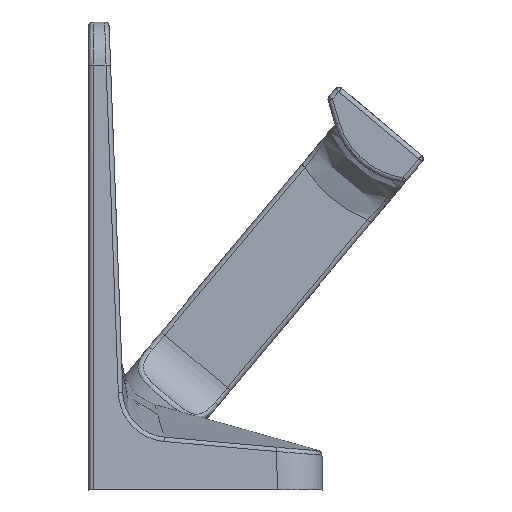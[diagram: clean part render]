
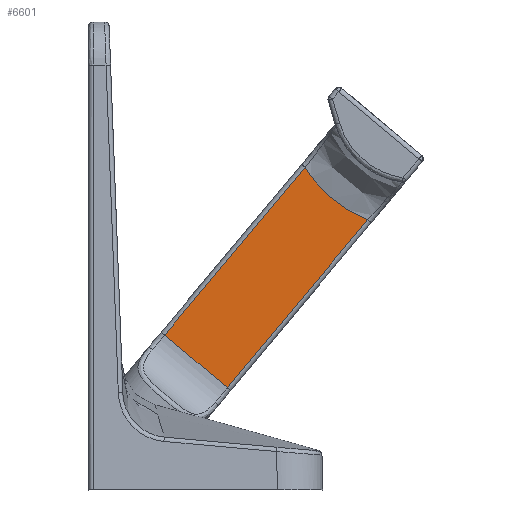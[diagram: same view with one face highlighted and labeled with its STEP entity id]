
A CAD part, left-side view. The second image highlights one B-rep face of the part: STEP entity #6601.
In plain terms, the highlighted planar face has unit normal (-1, 0, 0).
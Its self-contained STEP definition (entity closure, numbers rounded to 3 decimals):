
#34 = DIRECTION ( 'NONE',  ( -1., 0., 0. ) ) ;
#167 = B_SPLINE_CURVE_WITH_KNOTS ( 'NONE', 3,
 ( #2546, #5800, #467, #10103 ),
 .UNSPECIFIED., .F., .F.,
 ( 4, 4 ),
 ( 0., 1. ),
 .UNSPECIFIED. ) ;
#467 = CARTESIAN_POINT ( 'NONE',  ( 1310.606, -55.845, -37.358 ) ) ;
#620 = AXIS2_PLACEMENT_3D ( 'NONE', #4426, #34, #4284 ) ;
#901 = CARTESIAN_POINT ( 'NONE',  ( 1310.606, -57.327, -59.714 ) ) ;
#970 = CARTESIAN_POINT ( 'NONE',  ( 1310.606, -58.534, -57.459 ) ) ;
#988 = EDGE_CURVE ( 'NONE', #8714, #6155, #1171, .T. ) ;
#1111 = CARTESIAN_POINT ( 'NONE',  ( 1310.606, -64.332, -50.464 ) ) ;
#1171 = B_SPLINE_CURVE_WITH_KNOTS ( 'NONE', 3,
 ( #11730, #4101, #901, #8341, #6307, #11448, #3056, #970, #6447, #9649, #13738, #8410, #12560, #2221, #5272, #1111, #5340, #13667, #5410, #10683 ),
 .UNSPECIFIED., .F., .F.,
 ( 4, 1, 1, 1, 2, 2, 2, 1, 1, 1, 2, 2, 4 ),
 ( 0., 0.125, 0.188, 0.219, 0.234, 0.25, 0.5, 0.625, 0.687, 0.719, 0.734, 0.75, 1. ),
 .UNSPECIFIED. ) ;
#1364 = EDGE_CURVE ( 'NONE', #8793, #9004, #7959, .T. ) ;
#2221 = CARTESIAN_POINT ( 'NONE',  ( 1310.606, -63.971, -50.782 ) ) ;
#2332 = PLANE ( 'NONE',  #620 ) ;
#2470 = ORIENTED_EDGE ( 'NONE', *, *, #10492, .F. ) ;
#2546 = CARTESIAN_POINT ( 'NONE',  ( 1310.606, -31.232, -16.747 ) ) ;
#2645 = CARTESIAN_POINT ( 'NONE',  ( 1310.606, -68.152, -47.663 ) ) ;
#3056 = CARTESIAN_POINT ( 'NONE',  ( 1310.606, -58.487, -57.54 ) ) ;
#4101 = CARTESIAN_POINT ( 'NONE',  ( 1310.606, -56.872, -60.756 ) ) ;
#4284 = DIRECTION ( 'NONE',  ( 0., 0., 1. ) ) ;
#4426 = CARTESIAN_POINT ( 'NONE',  ( 1310.606, -70.689, -49.788 ) ) ;
#4625 = EDGE_CURVE ( 'NONE', #8793, #6155, #167, .T. ) ;
#4886 = B_SPLINE_CURVE_WITH_KNOTS ( 'NONE', 3,
 ( #7695, #6372, #10741, #10608 ),
 .UNSPECIFIED., .F., .F.,
 ( 4, 4 ),
 ( 0., 1. ),
 .UNSPECIFIED. ) ;
#5204 = EDGE_LOOP ( 'NONE', ( #6570, #2470, #6009, #6297 ) ) ;
#5272 = CARTESIAN_POINT ( 'NONE',  ( 1310.606, -64.187, -50.591 ) ) ;
#5340 = CARTESIAN_POINT ( 'NONE',  ( 1310.606, -64.405, -50.4 ) ) ;
#5410 = CARTESIAN_POINT ( 'NONE',  ( 1310.606, -66.855, -48.456 ) ) ;
#5594 = FACE_OUTER_BOUND ( 'NONE', #5204, .T. ) ;
#5800 = CARTESIAN_POINT ( 'NONE',  ( 1310.606, -43.539, -27.052 ) ) ;
#6009 = ORIENTED_EDGE ( 'NONE', *, *, #988, .T. ) ;
#6155 = VERTEX_POINT ( 'NONE', #2645 ) ;
#6269 = CARTESIAN_POINT ( 'NONE',  ( 1310.606, -19.676, -30.548 ) ) ;
#6297 = ORIENTED_EDGE ( 'NONE', *, *, #4625, .F. ) ;
#6307 = CARTESIAN_POINT ( 'NONE',  ( 1310.606, -58.251, -57.952 ) ) ;
#6372 = CARTESIAN_POINT ( 'NONE',  ( 1310.606, -44.289, -51.158 ) ) ;
#6447 = CARTESIAN_POINT ( 'NONE',  ( 1310.606, -59.366, -56.051 ) ) ;
#6570 = ORIENTED_EDGE ( 'NONE', *, *, #1364, .T. ) ;
#6601 = ADVANCED_FACE ( 'NONE', ( #5594 ), #2332, .T. ) ;
#7135 = CARTESIAN_POINT ( 'NONE',  ( 1310.606, -31.232, -16.747 ) ) ;
#7695 = CARTESIAN_POINT ( 'NONE',  ( 1310.606, -56.595, -61.464 ) ) ;
#7782 = CARTESIAN_POINT ( 'NONE',  ( 1310.606, -56.595, -61.464 ) ) ;
#7959 = LINE ( 'NONE', #9130, #8148 ) ;
#8148 = VECTOR ( 'NONE', #13360, 1000. ) ;
#8341 = CARTESIAN_POINT ( 'NONE',  ( 1310.606, -57.931, -58.534 ) ) ;
#8410 = CARTESIAN_POINT ( 'NONE',  ( 1310.606, -62.511, -52.173 ) ) ;
#8714 = VERTEX_POINT ( 'NONE', #7782 ) ;
#8793 = VERTEX_POINT ( 'NONE', #7135 ) ;
#9004 = VERTEX_POINT ( 'NONE', #6269 ) ;
#9130 = CARTESIAN_POINT ( 'NONE',  ( 1310.606, -128.991, 99.996 ) ) ;
#9649 = CARTESIAN_POINT ( 'NONE',  ( 1310.606, -60.253, -54.796 ) ) ;
#10103 = CARTESIAN_POINT ( 'NONE',  ( 1310.606, -68.152, -47.663 ) ) ;
#10492 = EDGE_CURVE ( 'NONE', #8714, #9004, #4886, .T. ) ;
#10608 = CARTESIAN_POINT ( 'NONE',  ( 1310.606, -19.676, -30.548 ) ) ;
#10683 = CARTESIAN_POINT ( 'NONE',  ( 1310.606, -68.152, -47.663 ) ) ;
#10741 = CARTESIAN_POINT ( 'NONE',  ( 1310.606, -31.982, -40.853 ) ) ;
#11448 = CARTESIAN_POINT ( 'NONE',  ( 1310.606, -58.392, -57.705 ) ) ;
#11730 = CARTESIAN_POINT ( 'NONE',  ( 1310.606, -56.595, -61.464 ) ) ;
#12560 = CARTESIAN_POINT ( 'NONE',  ( 1310.606, -63.475, -51.236 ) ) ;
#13360 = DIRECTION ( 'NONE',  ( 0., 0.642, -0.767 ) ) ;
#13667 = CARTESIAN_POINT ( 'NONE',  ( 1310.606, -65.63, -49.347 ) ) ;
#13738 = CARTESIAN_POINT ( 'NONE',  ( 1310.606, -61.736, -53.025 ) ) ;
